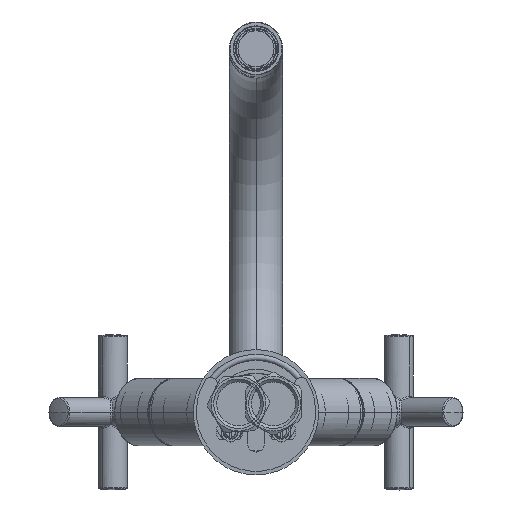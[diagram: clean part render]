
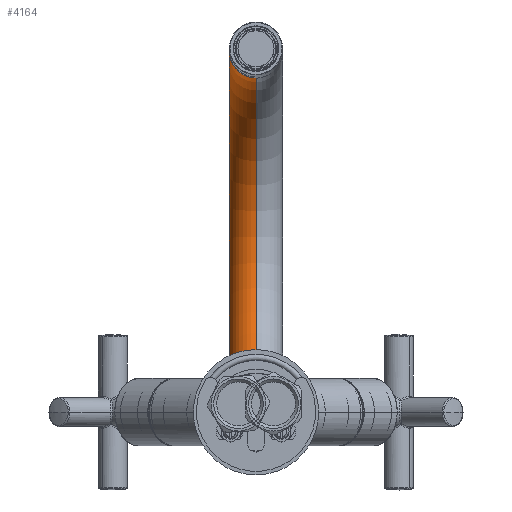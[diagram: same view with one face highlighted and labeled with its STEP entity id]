
A CAD part, front view. The second image highlights one B-rep face of the part: STEP entity #4164.
In plain terms, the highlighted toroidal (fillet/blend) face has major radius 74.869 mm and minor radius 11 mm.
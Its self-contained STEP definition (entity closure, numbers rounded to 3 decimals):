
#257=TOROIDAL_SURFACE('',#32314,74.869,11.);
#1847=FACE_OUTER_BOUND('',#7274,.T.);
#4164=ADVANCED_FACE('',(#1847),#257,.T.);
#7274=EDGE_LOOP('',(#10136,#10137,#10138,#10139,#10140,#10141));
#10136=ORIENTED_EDGE('',*,*,#21916,.F.);
#10137=ORIENTED_EDGE('',*,*,#21917,.T.);
#10138=ORIENTED_EDGE('',*,*,#21918,.T.);
#10139=ORIENTED_EDGE('',*,*,#21913,.F.);
#10140=ORIENTED_EDGE('',*,*,#21909,.F.);
#10141=ORIENTED_EDGE('',*,*,#21908,.F.);
#18702=VERTEX_POINT('',#48911);
#18703=VERTEX_POINT('',#48913);
#18704=VERTEX_POINT('',#48915);
#18706=VERTEX_POINT('',#48923);
#18708=VERTEX_POINT('',#48927);
#18709=VERTEX_POINT('',#48931);
#21908=EDGE_CURVE('',#18702,#18703,#26278,.T.);
#21909=EDGE_CURVE('',#18703,#18704,#26279,.T.);
#21913=EDGE_CURVE('',#18704,#18706,#26282,.T.);
#21916=EDGE_CURVE('',#18708,#18702,#26285,.T.);
#21917=EDGE_CURVE('',#18708,#18709,#26286,.T.);
#21918=EDGE_CURVE('',#18709,#18706,#26287,.T.);
#26278=CIRCLE('',#32301,11.);
#26279=CIRCLE('',#32302,11.);
#26282=CIRCLE('',#32307,85.869);
#26285=CIRCLE('',#32310,63.869);
#26286=CIRCLE('',#32312,11.);
#26287=CIRCLE('',#32313,11.);
#32301=AXIS2_PLACEMENT_3D('',#48912,#36790,#36791);
#32302=AXIS2_PLACEMENT_3D('',#48914,#36792,#36793);
#32307=AXIS2_PLACEMENT_3D('',#48922,#36803,#36804);
#32310=AXIS2_PLACEMENT_3D('',#48928,#36809,#36810);
#32312=AXIS2_PLACEMENT_3D('',#48930,#36813,#36814);
#32313=AXIS2_PLACEMENT_3D('',#48932,#36815,#36816);
#32314=AXIS2_PLACEMENT_3D('',#48933,#36817,#36818);
#36790=DIRECTION('',(0.,-1.,0.));
#36791=DIRECTION('',(0.,0.,1.));
#36792=DIRECTION('',(0.,-1.,0.));
#36793=DIRECTION('',(-0.063,0.,-0.998));
#36803=DIRECTION('',(1.,0.,0.));
#36804=DIRECTION('',(0.,0.,-1.));
#36809=DIRECTION('',(-1.,0.,0.));
#36810=DIRECTION('',(0.,0.07,0.998));
#36813=DIRECTION('',(0.,0.998,-0.07));
#36814=DIRECTION('',(0.,-0.07,-0.998));
#36815=DIRECTION('',(0.,0.998,-0.07));
#36816=DIRECTION('',(-0.063,0.07,0.996));
#36817=DIRECTION('',(1.,0.,0.));
#36818=DIRECTION('',(0.,0.,1.));
#48911=CARTESIAN_POINT('',(0.,208.131,11.));
#48912=CARTESIAN_POINT('',(0.,208.131,0.));
#48913=CARTESIAN_POINT('',(-0.691,208.131,-10.978));
#48914=CARTESIAN_POINT('',(0.,208.131,0.));
#48915=CARTESIAN_POINT('',(0.,208.131,-11.));
#48922=CARTESIAN_POINT('',(0.,208.131,74.869));
#48923=CARTESIAN_POINT('',(0.,214.121,160.529));
#48927=CARTESIAN_POINT('',(0.,212.586,138.583));
#48928=CARTESIAN_POINT('',(0.,208.131,74.869));
#48930=CARTESIAN_POINT('',(0.,213.354,149.556));
#48931=CARTESIAN_POINT('',(-0.691,214.119,160.507));
#48932=CARTESIAN_POINT('',(0.,213.354,149.556));
#48933=CARTESIAN_POINT('',(0.,208.131,74.869));
